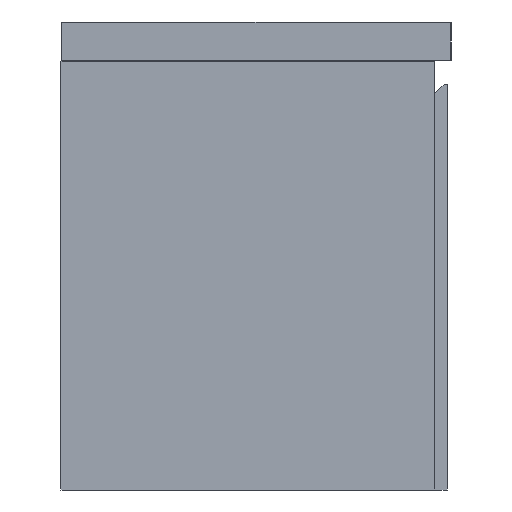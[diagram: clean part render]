
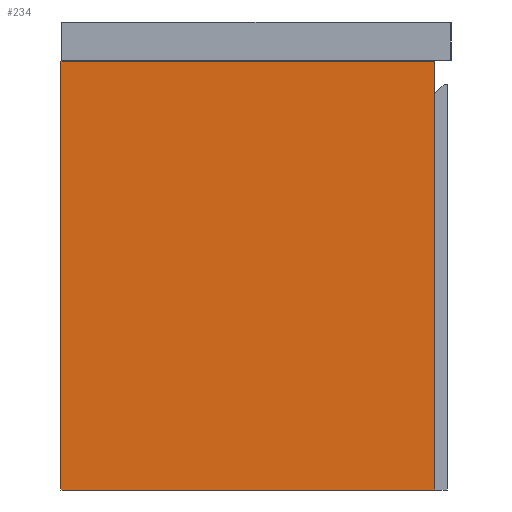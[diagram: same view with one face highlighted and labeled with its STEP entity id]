
A CAD part, left-side view. The second image highlights one B-rep face of the part: STEP entity #234.
In plain terms, the highlighted planar face has unit normal (-1, 0, 0).
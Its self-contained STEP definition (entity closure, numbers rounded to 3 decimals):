
#234=ADVANCED_FACE('',(#306),#1133,.T.);
#306=FACE_OUTER_BOUND('',#378,.T.);
#378=EDGE_LOOP('',(#607,#608,#609,#610));
#607=ORIENTED_EDGE('',*,*,#806,.F.);
#608=ORIENTED_EDGE('',*,*,#793,.T.);
#609=ORIENTED_EDGE('',*,*,#804,.T.);
#610=ORIENTED_EDGE('',*,*,#805,.F.);
#793=EDGE_CURVE('',#1052,#1051,#941,.T.);
#804=EDGE_CURVE('',#1051,#1059,#952,.T.);
#805=EDGE_CURVE('',#1060,#1059,#953,.T.);
#806=EDGE_CURVE('',#1052,#1060,#954,.T.);
#941=B_SPLINE_CURVE_WITH_KNOTS('',1,(#2062,#2063),.UNSPECIFIED.,.F.,.F.,
(2,2),(-550.,0.),.UNSPECIFIED.);
#952=B_SPLINE_CURVE_WITH_KNOTS('',1,(#2084,#2085),.UNSPECIFIED.,.F.,.F.,
(2,2),(-479.,0.),.UNSPECIFIED.);
#953=B_SPLINE_CURVE_WITH_KNOTS('',1,(#2086,#2087),.UNSPECIFIED.,.F.,.F.,
(2,2),(-550.,0.),.UNSPECIFIED.);
#954=B_SPLINE_CURVE_WITH_KNOTS('',1,(#2088,#2089),.UNSPECIFIED.,.F.,.F.,
(2,2),(-479.,0.),.UNSPECIFIED.);
#1051=VERTEX_POINT('',#2042);
#1052=VERTEX_POINT('',#2043);
#1059=VERTEX_POINT('',#2050);
#1060=VERTEX_POINT('',#2051);
#1133=PLANE('',#1326);
#1326=AXIS2_PLACEMENT_3D('',#2031,#1413,$);
#1413=DIRECTION('',(-1.,0.,0.));
#2031=CARTESIAN_POINT('',(-369.,-330.,526.9));
#2042=CARTESIAN_POINT('',(-369.,275.,479.));
#2043=CARTESIAN_POINT('',(-369.,-275.,479.));
#2050=CARTESIAN_POINT('',(-369.,275.,0.));
#2051=CARTESIAN_POINT('',(-369.,-275.,0.));
#2062=CARTESIAN_POINT('',(-369.,-275.,479.));
#2063=CARTESIAN_POINT('',(-369.,275.,479.));
#2084=CARTESIAN_POINT('',(-369.,275.,479.));
#2085=CARTESIAN_POINT('',(-369.,275.,0.));
#2086=CARTESIAN_POINT('',(-369.,-275.,0.));
#2087=CARTESIAN_POINT('',(-369.,275.,0.));
#2088=CARTESIAN_POINT('',(-369.,-275.,479.));
#2089=CARTESIAN_POINT('',(-369.,-275.,0.));
